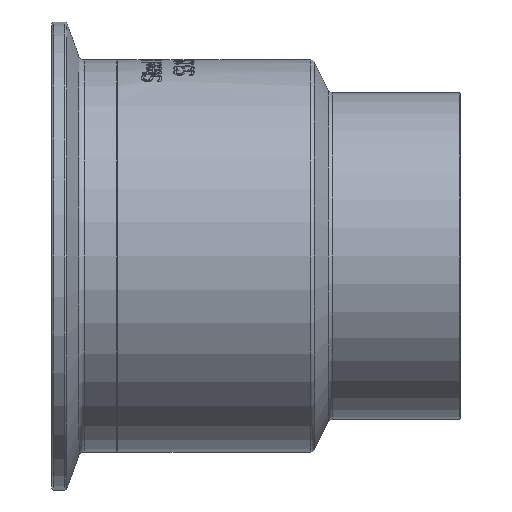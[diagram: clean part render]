
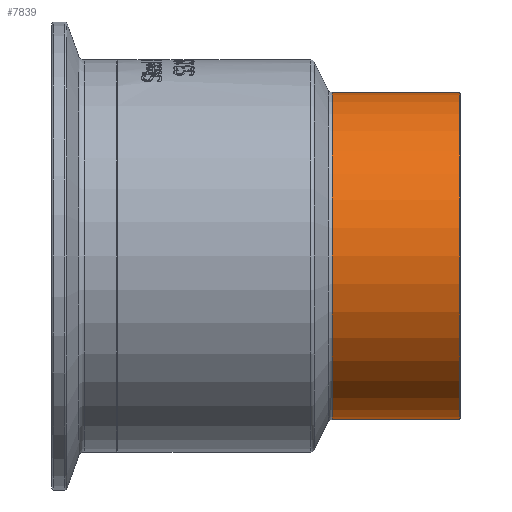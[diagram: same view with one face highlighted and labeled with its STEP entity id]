
A CAD part, front view. The second image highlights one B-rep face of the part: STEP entity #7839.
In plain terms, the highlighted cylindrical face has radius 31.75 mm (diameter 63.5 mm), a full revolution.
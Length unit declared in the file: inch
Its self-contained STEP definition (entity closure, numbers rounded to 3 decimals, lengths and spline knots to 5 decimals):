
#132=FACE_BOUND('',#1439,.T.);
#943=FACE_OUTER_BOUND('',#1438,.T.);
#1438=EDGE_LOOP('',(#7283));
#1439=EDGE_LOOP('',(#7284));
#1629=CIRCLE('',#8278,1.25);
#1630=CIRCLE('',#8280,1.25);
#3845=VERTEX_POINT('',#17403);
#3846=VERTEX_POINT('',#17406);
#4996=EDGE_CURVE('',#3845,#3845,#1629,.T.);
#4997=EDGE_CURVE('',#3846,#3846,#1630,.T.);
#7283=ORIENTED_EDGE('',*,*,#4997,.F.);
#7284=ORIENTED_EDGE('',*,*,#4996,.F.);
#7342=CYLINDRICAL_SURFACE('',#8279,1.25);
#7839=ADVANCED_FACE('',(#943,#132),#7342,.T.);
#8278=AXIS2_PLACEMENT_3D('',#17404,#9654,#9655);
#8279=AXIS2_PLACEMENT_3D('',#17405,#9656,#9657);
#8280=AXIS2_PLACEMENT_3D('',#17407,#9658,#9659);
#9654=DIRECTION('center_axis',(1.,0.,0.));
#9655=DIRECTION('ref_axis',(0.,-1.,0.));
#9656=DIRECTION('center_axis',(1.,0.,0.));
#9657=DIRECTION('ref_axis',(0.,1.,0.));
#9658=DIRECTION('center_axis',(-1.,0.,0.));
#9659=DIRECTION('ref_axis',(0.,-1.,0.));
#17403=CARTESIAN_POINT('',(2.62,1.25,0.));
#17404=CARTESIAN_POINT('Origin',(2.62,0.,0.));
#17405=CARTESIAN_POINT('Origin',(2.125,0.,0.));
#17406=CARTESIAN_POINT('',(1.64416,1.25,0.));
#17407=CARTESIAN_POINT('Origin',(1.64416,0.,0.));
